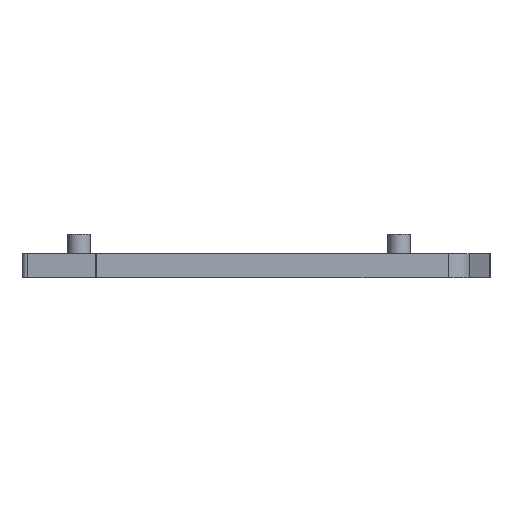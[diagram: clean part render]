
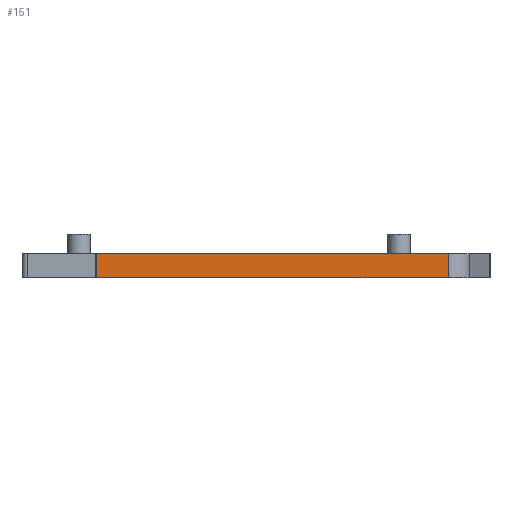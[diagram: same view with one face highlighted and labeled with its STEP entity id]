
A CAD part, left-side view. The second image highlights one B-rep face of the part: STEP entity #151.
In plain terms, the highlighted planar face has unit normal (-1, 0, 0).
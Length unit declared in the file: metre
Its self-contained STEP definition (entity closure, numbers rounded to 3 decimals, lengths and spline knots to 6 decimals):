
#151 = ADVANCED_FACE( '', ( #307 ), #308, .T. );
#307 = FACE_OUTER_BOUND( '', #463, .T. );
#308 = PLANE( '', #464 );
#463 = EDGE_LOOP( '', ( #801, #802, #803, #804 ) );
#464 = AXIS2_PLACEMENT_3D( '', #805, #806, #807 );
#801 = ORIENTED_EDGE( '', *, *, #942, .F. );
#802 = ORIENTED_EDGE( '', *, *, #1030, .T. );
#803 = ORIENTED_EDGE( '', *, *, #1000, .T. );
#804 = ORIENTED_EDGE( '', *, *, #1031, .T. );
#805 = CARTESIAN_POINT( '', ( -0.056106, 0.012296, 0.096482 ) );
#806 = DIRECTION( '', ( -1., 0., 0. ) );
#807 = DIRECTION( '', ( 0., 0., 1. ) );
#942 = EDGE_CURVE( '', #1131, #1133, #1134, .T. );
#1000 = EDGE_CURVE( '', #1213, #1214, #1215, .T. );
#1030 = EDGE_CURVE( '', #1131, #1213, #1253, .T. );
#1031 = EDGE_CURVE( '', #1214, #1133, #1254, .T. );
#1131 = VERTEX_POINT( '', #1388 );
#1133 = VERTEX_POINT( '', #1390 );
#1134 = LINE( '', #1391, #1392 );
#1213 = VERTEX_POINT( '', #1508 );
#1214 = VERTEX_POINT( '', #1509 );
#1215 = LINE( '', #1510, #1511 );
#1253 = LINE( '', #1559, #1560 );
#1254 = LINE( '', #1561, #1562 );
#1388 = CARTESIAN_POINT( '', ( -0.056106, -0.019771, 0. ) );
#1390 = CARTESIAN_POINT( '', ( -0.056106, -0.019771, -0.0022 ) );
#1391 = CARTESIAN_POINT( '', ( -0.056106, -0.019771, 0.096482 ) );
#1392 = VECTOR( '', #1632, 1. );
#1508 = CARTESIAN_POINT( '', ( -0.056106, 0.012296, 0. ) );
#1509 = CARTESIAN_POINT( '', ( -0.056106, 0.012296, -0.0022 ) );
#1510 = CARTESIAN_POINT( '', ( -0.056106, 0.012296, 0.096482 ) );
#1511 = VECTOR( '', #1682, 1. );
#1559 = CARTESIAN_POINT( '', ( -0.056106, 0.012296, 0. ) );
#1560 = VECTOR( '', #1714, 1. );
#1561 = CARTESIAN_POINT( '', ( -0.056106, 0.012296, -0.0022 ) );
#1562 = VECTOR( '', #1715, 1. );
#1632 = DIRECTION( '', ( 0., 0., -1. ) );
#1682 = DIRECTION( '', ( 0., 0., -1. ) );
#1714 = DIRECTION( '', ( 0., 1., 0. ) );
#1715 = DIRECTION( '', ( 0., -1., 0. ) );
